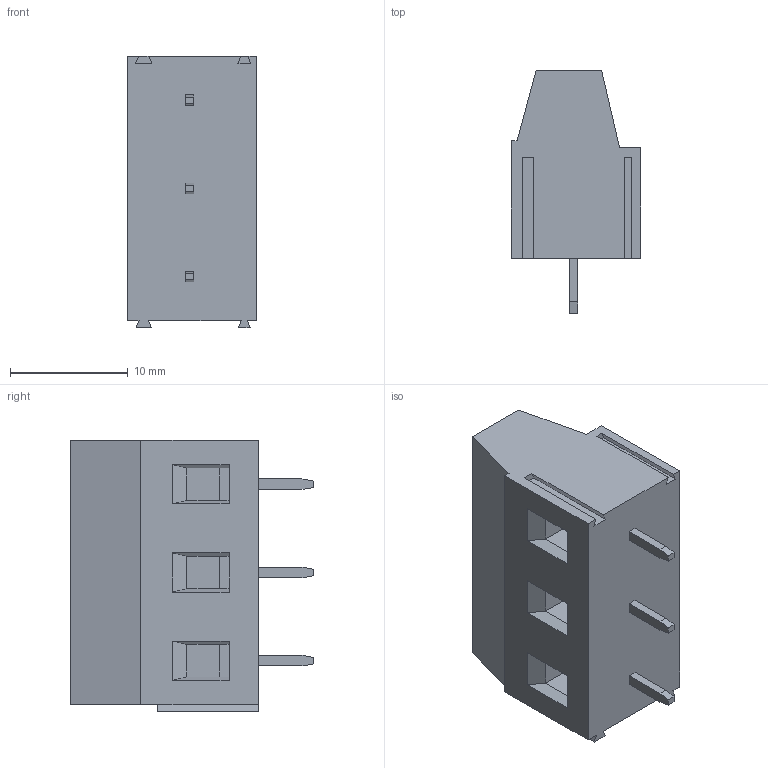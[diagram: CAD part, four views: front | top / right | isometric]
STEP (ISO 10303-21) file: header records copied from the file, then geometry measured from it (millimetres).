
FILE_DESCRIPTION(('STEP AP214'),'1');
FILE_NAME('MV273-7,5-V.stp','2017-11-27T08:14:23',(' '),(' '),'Spatial InterOp 3D',' ',' ');
FILE_SCHEMA(('automotive_design'));
Length unit declared in the file: metre
Products named in the file (1): 1
Bounding box: 11 x 20.7 x 23.1 mm (x, y, z)
Volume: 3137.7 mm3; surface area: 1916.5 mm2
Topology: 1 solids, 1 shells, 95 faces, 240 edges, 156 vertices
Faces by surface type: plane 92, cylinder 3
Full cylindrical faces by diameter (mm): 4 x3
Entity records: 3528 total; most frequent: CARTESIAN_POINT 483, ORIENTED_EDGE 468, DIRECTION 441, EDGE_CURVE 234, LINE 219, VECTOR 219, VERTEX_POINT 153, AXIS2_PLACEMENT_3D 111
